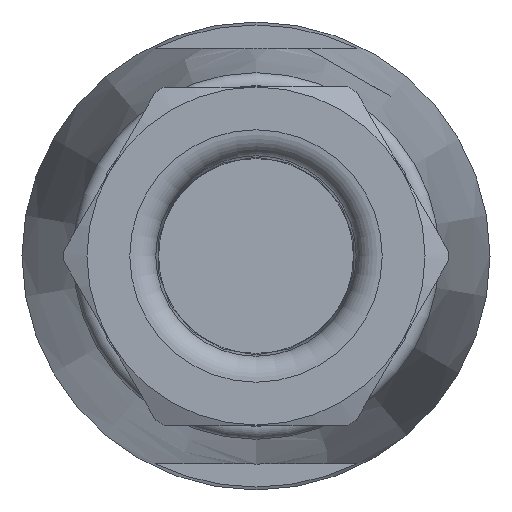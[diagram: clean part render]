
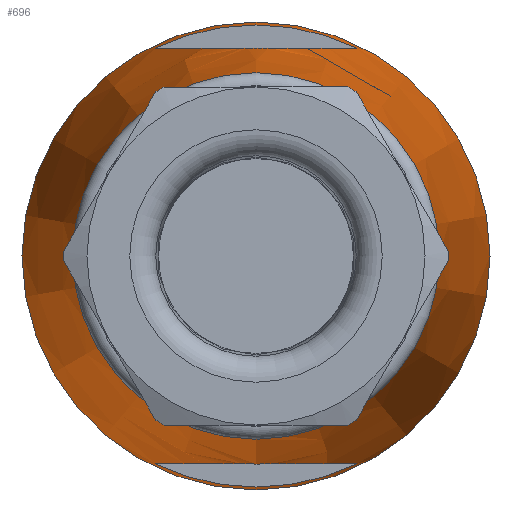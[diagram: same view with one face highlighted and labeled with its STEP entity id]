
A CAD part, left-side view. The second image highlights one B-rep face of the part: STEP entity #696.
In plain terms, the highlighted conical face has half-angle 6.52 degrees and reference radius 9 mm.
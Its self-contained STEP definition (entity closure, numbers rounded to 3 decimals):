
#566=CONICAL_SURFACE('',#2277,9.,6.52);
#635=FACE_BOUND('',#958,.T.);
#636=FACE_BOUND('',#959,.T.);
#637=FACE_BOUND('',#960,.T.);
#638=FACE_BOUND('',#961,.T.);
#696=ADVANCED_FACE('',(#635,#636,#637,#638),#566,.T.);
#958=EDGE_LOOP('',(#1265));
#959=EDGE_LOOP('',(#1266));
#960=EDGE_LOOP('',(#1267,#1268));
#961=EDGE_LOOP('',(#1269,#1270));
#1064=B_SPLINE_CURVE_WITH_KNOTS('',3,(#3857,#3858,#3859,#3860,#3861,#3862,
#3863,#3864,#3865,#3866,#3867,#3868,#3869,#3870,#3871,#3872,#3873,#3874),
 .UNSPECIFIED.,.F.,.F.,(4,2,2,2,2,2,2,2,4),(0.,0.25,0.375,
0.437,0.5,0.562,0.625,
0.75,1.),.UNSPECIFIED.);
#1065=B_SPLINE_CURVE_WITH_KNOTS('',3,(#3881,#3882,#3883,#3884,#3885,#3886,
#3887,#3888,#3889,#3890,#3891,#3892,#3893,#3894,#3895,#3896,#3897,#3898),
 .UNSPECIFIED.,.F.,.F.,(4,2,2,2,2,2,2,2,4),(0.,0.25,0.375,0.438,
0.5,0.563,0.625,0.75,1.),.UNSPECIFIED.);
#1098=CIRCLE('',#2264,8.886);
#1099=CIRCLE('',#2267,8.886);
#1100=CIRCLE('',#2270,9.);
#1103=CIRCLE('',#2276,7.051);
#1265=ORIENTED_EDGE('',*,*,#1837,.T.);
#1266=ORIENTED_EDGE('',*,*,#1840,.F.);
#1267=ORIENTED_EDGE('',*,*,#1836,.T.);
#1268=ORIENTED_EDGE('',*,*,#1835,.T.);
#1269=ORIENTED_EDGE('',*,*,#1833,.F.);
#1270=ORIENTED_EDGE('',*,*,#1831,.F.);
#1665=VERTEX_POINT('',#3853);
#1666=VERTEX_POINT('',#3854);
#1667=VERTEX_POINT('',#3877);
#1668=VERTEX_POINT('',#3878);
#1669=VERTEX_POINT('',#3901);
#1672=VERTEX_POINT('',#3910);
#1831=EDGE_CURVE('',#1665,#1666,#1098,.T.);
#1833=EDGE_CURVE('',#1666,#1665,#1064,.T.);
#1835=EDGE_CURVE('',#1668,#1667,#1099,.T.);
#1836=EDGE_CURVE('',#1667,#1668,#1065,.T.);
#1837=EDGE_CURVE('',#1669,#1669,#1100,.T.);
#1840=EDGE_CURVE('',#1672,#1672,#1103,.T.);
#2264=AXIS2_PLACEMENT_3D('',#3852,#2522,#2523);
#2267=AXIS2_PLACEMENT_3D('',#3879,#2530,#2531);
#2270=AXIS2_PLACEMENT_3D('',#3900,#2536,#2537);
#2276=AXIS2_PLACEMENT_3D('',#3909,#2548,#2549);
#2277=AXIS2_PLACEMENT_3D('',#3911,#2550,#2551);
#2522=DIRECTION('',(-1.,0.,0.));
#2523=DIRECTION('',(0.,1.,0.));
#2530=DIRECTION('',(1.,0.,0.));
#2531=DIRECTION('',(0.,-1.,0.));
#2536=DIRECTION('',(-1.,0.,0.));
#2537=DIRECTION('',(0.,0.,-1.));
#2548=DIRECTION('',(-1.,0.,0.));
#2549=DIRECTION('',(0.,0.,-1.));
#2550=DIRECTION('',(1.,0.,0.));
#2551=DIRECTION('',(0.,0.,1.));
#3852=CARTESIAN_POINT('',(-29.6,0.,0.));
#3853=CARTESIAN_POINT('',(-29.6,-3.867,8.));
#3854=CARTESIAN_POINT('',(-29.6,3.867,8.));
#3857=CARTESIAN_POINT('',(-29.6,3.867,8.));
#3858=CARTESIAN_POINT('',(-31.025,3.493,8.));
#3859=CARTESIAN_POINT('',(-32.441,3.088,8.));
#3860=CARTESIAN_POINT('',(-34.52,2.311,8.));
#3861=CARTESIAN_POINT('',(-35.215,2.023,8.));
#3862=CARTESIAN_POINT('',(-36.191,1.473,8.));
#3863=CARTESIAN_POINT('',(-36.505,1.272,8.));
#3864=CARTESIAN_POINT('',(-37.062,0.769,8.));
#3865=CARTESIAN_POINT('',(-37.322,0.445,8.));
#3866=CARTESIAN_POINT('',(-37.374,-0.324,8.));
#3867=CARTESIAN_POINT('',(-37.141,-0.673,8.));
#3868=CARTESIAN_POINT('',(-36.6,-1.203,8.));
#3869=CARTESIAN_POINT('',(-36.28,-1.416,8.));
#3870=CARTESIAN_POINT('',(-35.305,-1.983,8.));
#3871=CARTESIAN_POINT('',(-34.606,-2.276,8.));
#3872=CARTESIAN_POINT('',(-32.492,-3.074,8.));
#3873=CARTESIAN_POINT('',(-31.05,-3.487,8.));
#3874=CARTESIAN_POINT('',(-29.6,-3.867,8.));
#3877=CARTESIAN_POINT('',(-29.6,3.867,-8.));
#3878=CARTESIAN_POINT('',(-29.6,-3.867,-8.));
#3879=CARTESIAN_POINT('',(-29.6,0.,0.));
#3881=CARTESIAN_POINT('',(-29.6,3.867,-8.));
#3882=CARTESIAN_POINT('',(-31.025,3.493,-8.));
#3883=CARTESIAN_POINT('',(-32.441,3.088,-8.));
#3884=CARTESIAN_POINT('',(-34.52,2.311,-8.));
#3885=CARTESIAN_POINT('',(-35.215,2.023,-8.));
#3886=CARTESIAN_POINT('',(-36.191,1.473,-8.));
#3887=CARTESIAN_POINT('',(-36.505,1.272,-8.));
#3888=CARTESIAN_POINT('',(-37.062,0.769,-8.));
#3889=CARTESIAN_POINT('',(-37.322,0.445,-8.));
#3890=CARTESIAN_POINT('',(-37.374,-0.324,-8.));
#3891=CARTESIAN_POINT('',(-37.141,-0.673,-8.));
#3892=CARTESIAN_POINT('',(-36.6,-1.203,-8.));
#3893=CARTESIAN_POINT('',(-36.28,-1.416,-8.));
#3894=CARTESIAN_POINT('',(-35.305,-1.983,-8.));
#3895=CARTESIAN_POINT('',(-34.606,-2.276,-8.));
#3896=CARTESIAN_POINT('',(-32.492,-3.074,-8.));
#3897=CARTESIAN_POINT('',(-31.05,-3.487,-8.));
#3898=CARTESIAN_POINT('',(-29.6,-3.867,-8.));
#3900=CARTESIAN_POINT('',(-28.6,0.,0.));
#3901=CARTESIAN_POINT('',(-28.6,0.,-9.));
#3909=CARTESIAN_POINT('',(-45.657,0.,0.));
#3910=CARTESIAN_POINT('',(-45.657,0.,-7.051));
#3911=CARTESIAN_POINT('',(-28.6,0.,0.));
